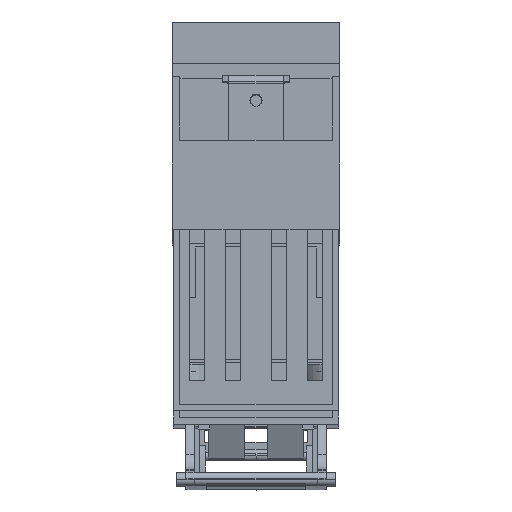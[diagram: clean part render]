
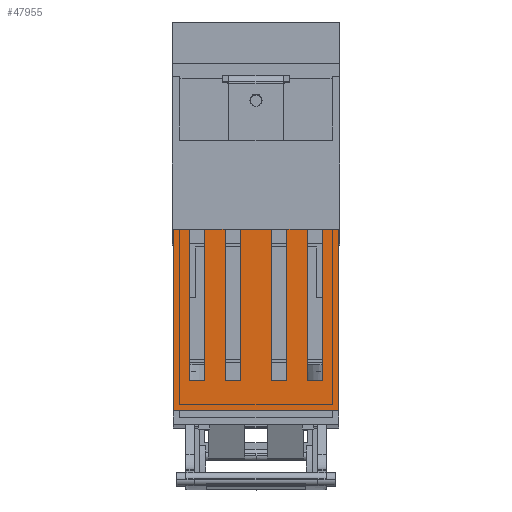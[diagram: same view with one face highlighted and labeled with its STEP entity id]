
A CAD part, top view. The second image highlights one B-rep face of the part: STEP entity #47955.
In plain terms, the highlighted planar face has unit normal (0, 0, 1).
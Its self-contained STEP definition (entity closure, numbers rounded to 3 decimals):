
#47855=AXIS2_PLACEMENT_3D('Plane Axis2P3D',#47852,#47853,#47854) ;
#46994=CARTESIAN_POINT('Line Origine',(0.,-100.75,284.9)) ;
#46998=CARTESIAN_POINT('Vertex',(-24.8,-100.75,284.9)) ;
#47000=CARTESIAN_POINT('Vertex',(24.8,-100.75,284.9)) ;
#47076=CARTESIAN_POINT('Vertex',(24.8,-46.35,284.9)) ;
#47079=CARTESIAN_POINT('Line Origine',(24.8,-73.55,284.9)) ;
#47156=CARTESIAN_POINT('Line Origine',(-24.8,-73.55,284.9)) ;
#47160=CARTESIAN_POINT('Vertex',(-24.8,-46.35,284.9)) ;
#47739=CARTESIAN_POINT('Vertex',(-4.75,-46.35,284.9)) ;
#47742=CARTESIAN_POINT('Line Origine',(0.,-46.35,284.9)) ;
#47746=CARTESIAN_POINT('Vertex',(4.75,-46.35,284.9)) ;
#47765=CARTESIAN_POINT('Vertex',(-15.5,-46.35,284.9)) ;
#47768=CARTESIAN_POINT('Line Origine',(-12.375,-46.35,284.9)) ;
#47772=CARTESIAN_POINT('Vertex',(-9.25,-46.35,284.9)) ;
#47791=CARTESIAN_POINT('Vertex',(20.,-46.35,284.9)) ;
#47794=CARTESIAN_POINT('Line Origine',(22.4,-46.35,284.9)) ;
#47799=CARTESIAN_POINT('Line Origine',(-22.4,-46.35,284.9)) ;
#47803=CARTESIAN_POINT('Vertex',(-20.,-46.35,284.9)) ;
#47830=CARTESIAN_POINT('Vertex',(9.25,-46.35,284.9)) ;
#47833=CARTESIAN_POINT('Line Origine',(12.375,-46.35,284.9)) ;
#47837=CARTESIAN_POINT('Vertex',(15.5,-46.35,284.9)) ;
#47852=CARTESIAN_POINT('Axis2P3D Location',(0.,-46.35,284.9)) ;
#47857=CARTESIAN_POINT('Line Origine',(9.25,-69.,284.9)) ;
#47861=CARTESIAN_POINT('Vertex',(9.25,-91.65,284.9)) ;
#47864=CARTESIAN_POINT('Line Origine',(7.,-91.65,284.9)) ;
#47868=CARTESIAN_POINT('Vertex',(4.75,-91.65,284.9)) ;
#47871=CARTESIAN_POINT('Line Origine',(4.75,-69.,284.9)) ;
#47876=CARTESIAN_POINT('Line Origine',(-4.75,-69.,284.9)) ;
#47880=CARTESIAN_POINT('Vertex',(-4.75,-91.65,284.9)) ;
#47883=CARTESIAN_POINT('Line Origine',(-7.,-91.65,284.9)) ;
#47887=CARTESIAN_POINT('Vertex',(-9.25,-91.65,284.9)) ;
#47890=CARTESIAN_POINT('Line Origine',(-9.25,-69.,284.9)) ;
#47895=CARTESIAN_POINT('Line Origine',(-15.5,-69.,284.9)) ;
#47899=CARTESIAN_POINT('Vertex',(-15.5,-91.65,284.9)) ;
#47902=CARTESIAN_POINT('Line Origine',(-17.75,-91.65,284.9)) ;
#47906=CARTESIAN_POINT('Vertex',(-20.,-91.65,284.9)) ;
#47909=CARTESIAN_POINT('Line Origine',(-20.,-69.,284.9)) ;
#47914=CARTESIAN_POINT('Line Origine',(20.,-69.,284.9)) ;
#47918=CARTESIAN_POINT('Vertex',(20.,-91.65,284.9)) ;
#47921=CARTESIAN_POINT('Line Origine',(17.75,-91.65,284.9)) ;
#47925=CARTESIAN_POINT('Vertex',(15.5,-91.65,284.9)) ;
#47928=CARTESIAN_POINT('Line Origine',(15.5,-69.,284.9)) ;
#46995=DIRECTION('Vector Direction',(1.,0.,0.)) ;
#47080=DIRECTION('Vector Direction',(0.,-1.,0.)) ;
#47157=DIRECTION('Vector Direction',(0.,-1.,0.)) ;
#47743=DIRECTION('Vector Direction',(1.,0.,0.)) ;
#47769=DIRECTION('Vector Direction',(1.,0.,0.)) ;
#47795=DIRECTION('Vector Direction',(1.,0.,0.)) ;
#47800=DIRECTION('Vector Direction',(1.,0.,0.)) ;
#47834=DIRECTION('Vector Direction',(1.,0.,0.)) ;
#47853=DIRECTION('Axis2P3D Direction',(0.,0.,1.)) ;
#47854=DIRECTION('Axis2P3D XDirection',(0.,-1.,0.)) ;
#47858=DIRECTION('Vector Direction',(0.,-1.,0.)) ;
#47865=DIRECTION('Vector Direction',(1.,0.,0.)) ;
#47872=DIRECTION('Vector Direction',(0.,-1.,0.)) ;
#47877=DIRECTION('Vector Direction',(0.,-1.,0.)) ;
#47884=DIRECTION('Vector Direction',(1.,0.,0.)) ;
#47891=DIRECTION('Vector Direction',(0.,-1.,0.)) ;
#47896=DIRECTION('Vector Direction',(0.,-1.,0.)) ;
#47903=DIRECTION('Vector Direction',(1.,0.,0.)) ;
#47910=DIRECTION('Vector Direction',(0.,-1.,0.)) ;
#47915=DIRECTION('Vector Direction',(0.,-1.,0.)) ;
#47922=DIRECTION('Vector Direction',(1.,0.,0.)) ;
#47929=DIRECTION('Vector Direction',(0.,-1.,0.)) ;
#46996=VECTOR('Line Direction',#46995,1.) ;
#47081=VECTOR('Line Direction',#47080,1.) ;
#47158=VECTOR('Line Direction',#47157,1.) ;
#47744=VECTOR('Line Direction',#47743,1.) ;
#47770=VECTOR('Line Direction',#47769,1.) ;
#47796=VECTOR('Line Direction',#47795,1.) ;
#47801=VECTOR('Line Direction',#47800,1.) ;
#47835=VECTOR('Line Direction',#47834,1.) ;
#47859=VECTOR('Line Direction',#47858,1.) ;
#47866=VECTOR('Line Direction',#47865,1.) ;
#47873=VECTOR('Line Direction',#47872,1.) ;
#47878=VECTOR('Line Direction',#47877,1.) ;
#47885=VECTOR('Line Direction',#47884,1.) ;
#47892=VECTOR('Line Direction',#47891,1.) ;
#47897=VECTOR('Line Direction',#47896,1.) ;
#47904=VECTOR('Line Direction',#47903,1.) ;
#47911=VECTOR('Line Direction',#47910,1.) ;
#47916=VECTOR('Line Direction',#47915,1.) ;
#47923=VECTOR('Line Direction',#47922,1.) ;
#47930=VECTOR('Line Direction',#47929,1.) ;
#47934=ORIENTED_EDGE('',*,*,#47839,.F.) ;
#47935=ORIENTED_EDGE('',*,*,#47863,.T.) ;
#47936=ORIENTED_EDGE('',*,*,#47870,.F.) ;
#47937=ORIENTED_EDGE('',*,*,#47875,.F.) ;
#47938=ORIENTED_EDGE('',*,*,#47748,.F.) ;
#47939=ORIENTED_EDGE('',*,*,#47882,.T.) ;
#47940=ORIENTED_EDGE('',*,*,#47889,.F.) ;
#47941=ORIENTED_EDGE('',*,*,#47894,.F.) ;
#47942=ORIENTED_EDGE('',*,*,#47774,.F.) ;
#47943=ORIENTED_EDGE('',*,*,#47901,.T.) ;
#47944=ORIENTED_EDGE('',*,*,#47908,.F.) ;
#47945=ORIENTED_EDGE('',*,*,#47913,.F.) ;
#47946=ORIENTED_EDGE('',*,*,#47805,.F.) ;
#47947=ORIENTED_EDGE('',*,*,#47162,.T.) ;
#47948=ORIENTED_EDGE('',*,*,#47002,.T.) ;
#47949=ORIENTED_EDGE('',*,*,#47083,.F.) ;
#47950=ORIENTED_EDGE('',*,*,#47798,.F.) ;
#47951=ORIENTED_EDGE('',*,*,#47920,.T.) ;
#47952=ORIENTED_EDGE('',*,*,#47927,.F.) ;
#47953=ORIENTED_EDGE('',*,*,#47932,.F.) ;
#47955=ADVANCED_FACE('33790_L_Abdeckung oben (BO) L/SL00/100',(#47954),#47856,.T.) ;
#47002=EDGE_CURVE('',#46999,#47001,#46997,.T.) ;
#47083=EDGE_CURVE('',#47077,#47001,#47082,.T.) ;
#47162=EDGE_CURVE('',#47161,#46999,#47159,.T.) ;
#47748=EDGE_CURVE('',#47740,#47747,#47745,.T.) ;
#47774=EDGE_CURVE('',#47766,#47773,#47771,.T.) ;
#47798=EDGE_CURVE('',#47792,#47077,#47797,.T.) ;
#47805=EDGE_CURVE('',#47161,#47804,#47802,.T.) ;
#47839=EDGE_CURVE('',#47831,#47838,#47836,.T.) ;
#47863=EDGE_CURVE('',#47831,#47862,#47860,.T.) ;
#47870=EDGE_CURVE('',#47869,#47862,#47867,.T.) ;
#47875=EDGE_CURVE('',#47747,#47869,#47874,.T.) ;
#47882=EDGE_CURVE('',#47740,#47881,#47879,.T.) ;
#47889=EDGE_CURVE('',#47888,#47881,#47886,.T.) ;
#47894=EDGE_CURVE('',#47773,#47888,#47893,.T.) ;
#47901=EDGE_CURVE('',#47766,#47900,#47898,.T.) ;
#47908=EDGE_CURVE('',#47907,#47900,#47905,.T.) ;
#47913=EDGE_CURVE('',#47804,#47907,#47912,.T.) ;
#47920=EDGE_CURVE('',#47792,#47919,#47917,.T.) ;
#47927=EDGE_CURVE('',#47926,#47919,#47924,.T.) ;
#47932=EDGE_CURVE('',#47838,#47926,#47931,.T.) ;
#47933=EDGE_LOOP('',(#47934,#47935,#47936,#47937,#47938,#47939,#47940,#47941,#47942,#47943,#47944,#47945,#47946,#47947,#47948,#47949,#47950,#47951,#47952,#47953)) ;
#47954=FACE_OUTER_BOUND('',#47933,.T.) ;
#46997=LINE('Line',#46994,#46996) ;
#47082=LINE('Line',#47079,#47081) ;
#47159=LINE('Line',#47156,#47158) ;
#47745=LINE('Line',#47742,#47744) ;
#47771=LINE('Line',#47768,#47770) ;
#47797=LINE('Line',#47794,#47796) ;
#47802=LINE('Line',#47799,#47801) ;
#47836=LINE('Line',#47833,#47835) ;
#47860=LINE('Line',#47857,#47859) ;
#47867=LINE('Line',#47864,#47866) ;
#47874=LINE('Line',#47871,#47873) ;
#47879=LINE('Line',#47876,#47878) ;
#47886=LINE('Line',#47883,#47885) ;
#47893=LINE('Line',#47890,#47892) ;
#47898=LINE('Line',#47895,#47897) ;
#47905=LINE('Line',#47902,#47904) ;
#47912=LINE('Line',#47909,#47911) ;
#47917=LINE('Line',#47914,#47916) ;
#47924=LINE('Line',#47921,#47923) ;
#47931=LINE('Line',#47928,#47930) ;
#47856=PLANE('Plane',#47855) ;
#46999=VERTEX_POINT('',#46998) ;
#47001=VERTEX_POINT('',#47000) ;
#47077=VERTEX_POINT('',#47076) ;
#47161=VERTEX_POINT('',#47160) ;
#47740=VERTEX_POINT('',#47739) ;
#47747=VERTEX_POINT('',#47746) ;
#47766=VERTEX_POINT('',#47765) ;
#47773=VERTEX_POINT('',#47772) ;
#47792=VERTEX_POINT('',#47791) ;
#47804=VERTEX_POINT('',#47803) ;
#47831=VERTEX_POINT('',#47830) ;
#47838=VERTEX_POINT('',#47837) ;
#47862=VERTEX_POINT('',#47861) ;
#47869=VERTEX_POINT('',#47868) ;
#47881=VERTEX_POINT('',#47880) ;
#47888=VERTEX_POINT('',#47887) ;
#47900=VERTEX_POINT('',#47899) ;
#47907=VERTEX_POINT('',#47906) ;
#47919=VERTEX_POINT('',#47918) ;
#47926=VERTEX_POINT('',#47925) ;
